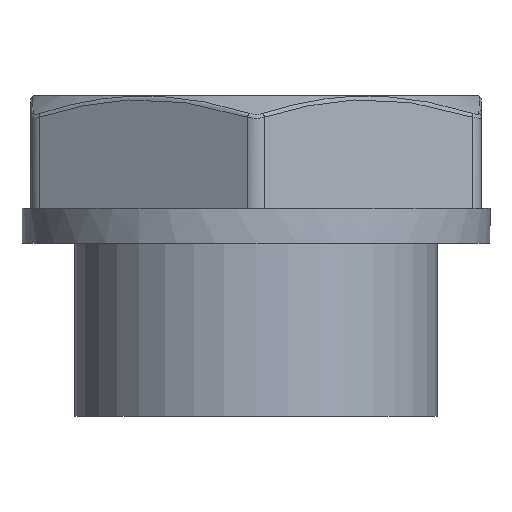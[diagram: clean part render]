
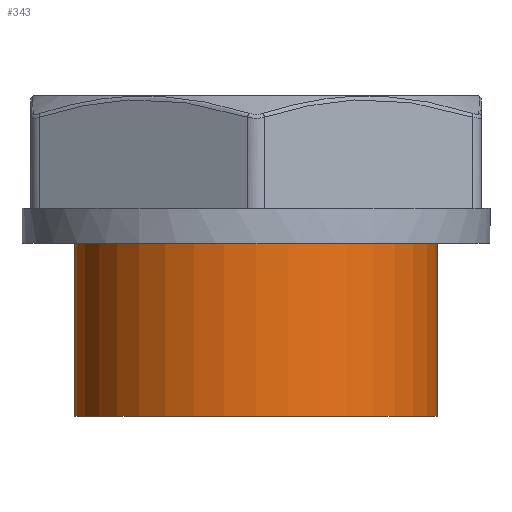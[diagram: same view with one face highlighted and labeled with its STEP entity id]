
A CAD part, front view. The second image highlights one B-rep face of the part: STEP entity #343.
In plain terms, the highlighted cylindrical face has radius 10.477 mm (diameter 20.955 mm), a full revolution.
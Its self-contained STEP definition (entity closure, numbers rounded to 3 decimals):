
#343 = ADVANCED_FACE( '', ( #813, #814 ), #815, .T. );
#813 = FACE_OUTER_BOUND( '', #1694, .T. );
#814 = FACE_OUTER_BOUND( '', #1695, .T. );
#815 = CYLINDRICAL_SURFACE( '', #1696, 10.478 );
#1694 = EDGE_LOOP( '', ( #3452 ) );
#1695 = EDGE_LOOP( '', ( #3453 ) );
#1696 = AXIS2_PLACEMENT_3D( '', #3454, #3455, #3456 );
#3452 = ORIENTED_EDGE( '', *, *, #4689, .F. );
#3453 = ORIENTED_EDGE( '', *, *, #4852, .T. );
#3454 = CARTESIAN_POINT( '', ( 0., 0., 12. ) );
#3455 = DIRECTION( '', ( 0., 0., 1. ) );
#3456 = DIRECTION( '', ( -1., 0., 0. ) );
#4689 = EDGE_CURVE( '', #5402, #5402, #5403, .T. );
#4852 = EDGE_CURVE( '', #5666, #5666, #5667, .F. );
#5402 = VERTEX_POINT( '', #6610 );
#5403 = CIRCLE( '', #6611, 10.478 );
#5666 = VERTEX_POINT( '', #7469 );
#5667 = CIRCLE( '', #7470, 10.478 );
#6610 = CARTESIAN_POINT( '', ( 10.478, 0., 0. ) );
#6611 = AXIS2_PLACEMENT_3D( '', #8378, #8379, #8380 );
#7469 = CARTESIAN_POINT( '', ( 10.478, 0., 10. ) );
#7470 = AXIS2_PLACEMENT_3D( '', #8461, #8462, #8463 );
#8378 = CARTESIAN_POINT( '', ( 0., 0., 0. ) );
#8379 = DIRECTION( '', ( 0., 0., -1. ) );
#8380 = DIRECTION( '', ( 1., 0., 0. ) );
#8461 = CARTESIAN_POINT( '', ( 0., 0., 10. ) );
#8462 = DIRECTION( '', ( 0., 0., 1. ) );
#8463 = DIRECTION( '', ( 1., 0., 0. ) );
